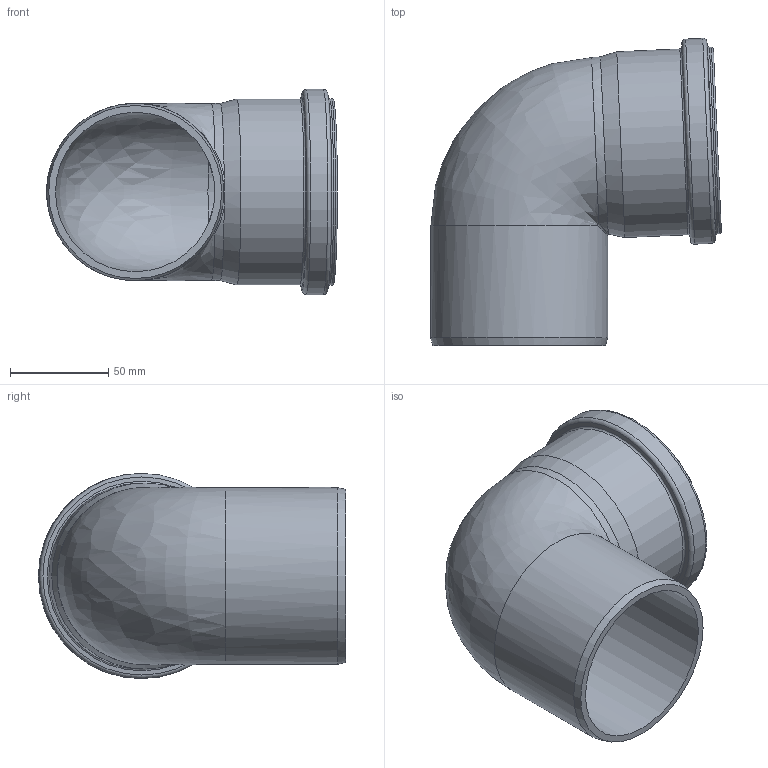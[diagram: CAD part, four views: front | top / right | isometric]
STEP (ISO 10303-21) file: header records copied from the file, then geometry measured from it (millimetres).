
FILE_DESCRIPTION(/* description */ (''),/* implementation_level */ '2;1');
FILE_NAME(/* name */ '334140 SKOLANsafeB Bogen DN_OD 90_87°.stp',/* time_stamp */ '2018-01-09T10:57:45+01:00',/* author */ ('user1'),/* organization */ (''),/* preprocessor_version */ 'ST-DEVELOPER v16.1',/* originating_system */ 'Autodesk Inventor 2016',/* authorisation */ '');
FILE_SCHEMA (('AUTOMOTIVE_DESIGN { 1 0 10303 214 3 1 1 }'));
Length unit declared in the file: millimetre
Products named in the file (1): 334140 SKOLANsafeB Bogen DN_OD 90_87°
Bounding box: 148.03 x 156.38 x 104.5 mm (x, y, z)
Volume: 186305.3 mm3; surface area: 109155.7 mm2
Topology: 1 solids, 1 shells, 36 faces, 75 edges, 40 vertices
Faces by surface type: cylinder 11, torus 11, cone 8, bspline 3, plane 3
Full cylindrical faces by diameter (mm): 81.2 x2, 90.2 x1, 90.5 x1, 90.8 x2, 94.7 x1, 95 x1, 100.3 x1, 104.5 x1
Entity records: 907 total; most frequent: CARTESIAN_POINT 256, DIRECTION 144, ORIENTED_EDGE 82, AXIS2_PLACEMENT_3D 72, EDGE_LOOP 68, EDGE_CURVE 41, VERTEX_POINT 37, FACE_OUTER_BOUND 36
